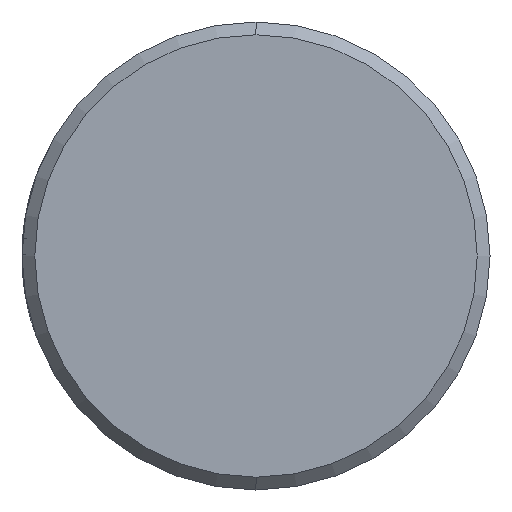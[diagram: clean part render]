
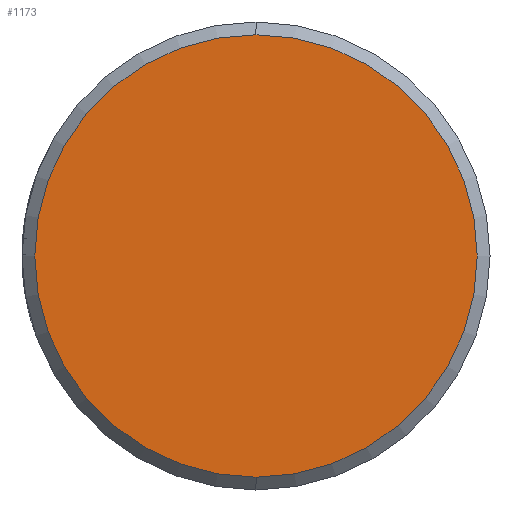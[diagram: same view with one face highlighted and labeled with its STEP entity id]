
A CAD part, left-side view. The second image highlights one B-rep face of the part: STEP entity #1173.
In plain terms, the highlighted planar face has unit normal (-1, 0, 0).
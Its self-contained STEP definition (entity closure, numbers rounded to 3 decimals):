
#99 = CIRCLE ( 'NONE', #877, 5.2 ) ;
#127 = EDGE_LOOP ( 'NONE', ( #807, #173 ) ) ;
#173 = ORIENTED_EDGE ( 'NONE', *, *, #1136, .T. ) ;
#335 = EDGE_CURVE ( 'NONE', #1300, #840, #398, .T. ) ;
#398 = CIRCLE ( 'NONE', #1018, 5.2 ) ;
#402 = CARTESIAN_POINT ( 'NONE',  ( -5., 0., 0. ) ) ;
#406 = DIRECTION ( 'NONE',  ( 0., 0., 1. ) ) ;
#452 = DIRECTION ( 'NONE',  ( -1., 0., 0. ) ) ;
#503 = DIRECTION ( 'NONE',  ( 0., 0., 1. ) ) ;
#613 = FACE_OUTER_BOUND ( 'NONE', #127, .T. ) ;
#686 = PLANE ( 'NONE',  #1151 ) ;
#789 = CARTESIAN_POINT ( 'NONE',  ( -5., 0., 0. ) ) ;
#803 = CARTESIAN_POINT ( 'NONE',  ( -5., 0., -5.2 ) ) ;
#807 = ORIENTED_EDGE ( 'NONE', *, *, #335, .T. ) ;
#840 = VERTEX_POINT ( 'NONE', #1251 ) ;
#877 = AXIS2_PLACEMENT_3D ( 'NONE', #402, #1098, #503 ) ;
#991 = DIRECTION ( 'NONE',  ( -1., 0., 0. ) ) ;
#1018 = AXIS2_PLACEMENT_3D ( 'NONE', #1037, #452, #1140 ) ;
#1037 = CARTESIAN_POINT ( 'NONE',  ( -5., 0., 0. ) ) ;
#1098 = DIRECTION ( 'NONE',  ( -1., 0., 0. ) ) ;
#1136 = EDGE_CURVE ( 'NONE', #840, #1300, #99, .T. ) ;
#1140 = DIRECTION ( 'NONE',  ( 0., 0., 1. ) ) ;
#1151 = AXIS2_PLACEMENT_3D ( 'NONE', #789, #991, #406 ) ;
#1173 = ADVANCED_FACE ( 'NONE', ( #613 ), #686, .T. ) ;
#1251 = CARTESIAN_POINT ( 'NONE',  ( -5., 0., 5.2 ) ) ;
#1300 = VERTEX_POINT ( 'NONE', #803 ) ;
